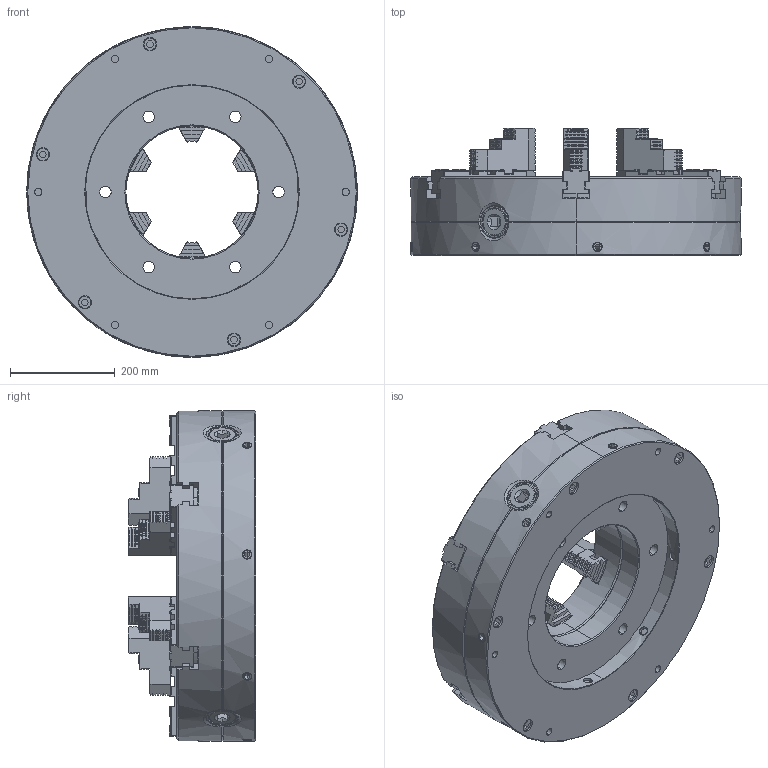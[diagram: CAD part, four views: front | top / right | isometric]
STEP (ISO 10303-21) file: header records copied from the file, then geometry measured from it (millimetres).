
FILE_DESCRIPTION (( 'STEP AP203' ), '1' );
FILE_NAME ('1-103-2500.STEP', '2024-01-10T02:53:32', ( '' ), ( '' ), 'SwSTEP 2.0', 'SolidWorks 2021', '' );
FILE_SCHEMA (( 'CONFIG_CONTROL_DESIGN' ));
Length unit declared in the file: millimetre
Products named in the file (3): A-Jaw; 1-103-2500; part-z
Assembly tree (7 placements, depth 2):
  1-103-2500
    part-z
    A-Jaw  x6
Bounding box: 630 x 242.3 x 630 mm (x, y, z)
Surface area: 1802523.4 mm2 (no closed solid volume)
Topology: 0 solids, 47 shells, 3034 faces, 9181 edges, 6180 vertices
Faces by surface type: plane 1518, cylinder 806, cone 668, torus 36, bspline 6
Entity records: 29804 total; most frequent: CARTESIAN_POINT 7980, ORIENTED_EDGE 4472, DIRECTION 4327, EDGE_CURVE 2371, VERTEX_POINT 1585, AXIS2_PLACEMENT_3D 1500, VECTOR 1327, LINE 1327
